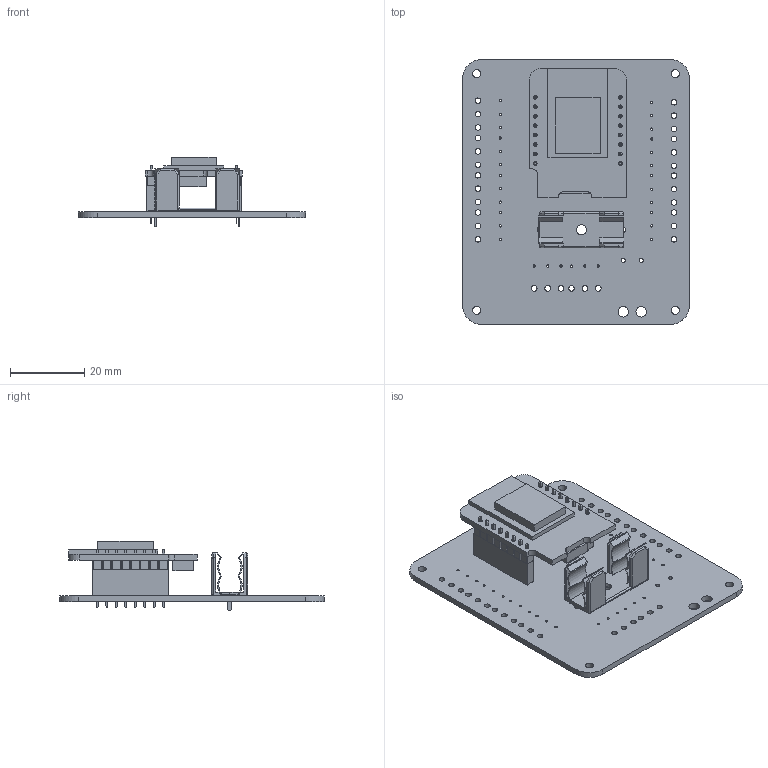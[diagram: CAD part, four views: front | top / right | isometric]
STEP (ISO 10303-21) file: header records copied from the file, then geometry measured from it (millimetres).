
FILE_DESCRIPTION(('KiCad electronic assembly'),'2;1');
FILE_NAME('PCB.step','2024-03-26T16:24:37',('Pcbnew'),('Kicad'), 'Open CASCADE STEP processor 7.7','KiCad to STEP converter','Unknown' );
FILE_SCHEMA(('AUTOMOTIVE_DESIGN { 1 0 10303 214 1 1 1 1 }'));
Length unit declared in the file: millimetre
Products named in the file (10): PCB 1; wemos_d1_mini_light; PinHeader_1x08_P2.54mm_Vertical; PinHeader_1x08_P254mm_Vertical; PinSocket_1x08_P2.54mm_Vertical; PinSocket_1x08_P254mm_Vertical; Fuseholder_Cylinder-5x20mm_Schurter_0031_8201_Horizontal_Open; A_Schurter_0031_8201; V1_PCB
Assembly tree (11 placements, depth 3):
  PCB 1
    wemos_d1_mini_light
      wemos_d1_mini_light
    PinHeader_1x08_P2.54mm_Vertical  x2
      PinHeader_1x08_P254mm_Vertical
    PinSocket_1x08_P2.54mm_Vertical  x2
      PinSocket_1x08_P254mm_Vertical
    Fuseholder_Cylinder-5x20mm_Schurter_0031_8201_Horizontal_Open
      A_Schurter_0031_8201
    V1_PCB
Bounding box: 60.96 x 71.12 x 18.6 mm (x, y, z)
Volume: 10632.9 mm3; surface area: 15309.8 mm2
Topology: 7 solids, 7 shells, 1173 faces, 3005 edges, 1928 vertices
Faces by surface type: plane 1018, cylinder 155
Full cylindrical faces by diameter (mm): 0.002 x1, 0.6 x30, 1 x32, 1.1 x2, 1.3 x2, 1.5 x30, 2.2 x4, 2.7 x2, 2.8 x2
Entity records: 26632 total; most frequent: CARTESIAN_POINT 3806, ORIENTED_EDGE 3742, DIRECTION 3631, EDGE_CURVE 1871, LINE 1573, VECTOR 1573, VERTEX_POINT 1204, AXIS2_PLACEMENT_3D 1029
